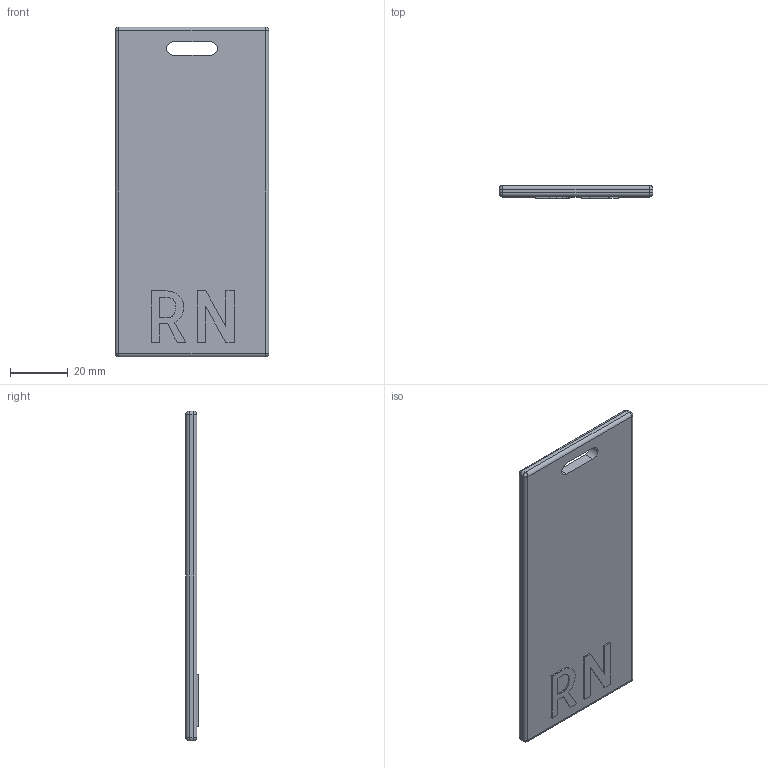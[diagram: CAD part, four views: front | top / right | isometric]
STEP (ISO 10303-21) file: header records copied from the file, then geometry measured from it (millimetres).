
FILE_DESCRIPTION(/* description */ ('STEP AP242','CAx-IF Rec.Pracs.---Representation and Presentation of Product Manufacturing Information (PMI)---4.0---2014-10-13','CAx-IF Rec.Pracs.---3D Tessellated Geometry---0.4---2014-09-14','2;1'),/* implementation_level */ '2;1');
FILE_NAME(/* name */ '6684d023e296a01bbe031713',/* time_stamp */ '2024-07-03T04:14:27Z',/* author */ (''),/* organization */ (''),/* preprocessor_version */ 'ST-DEVELOPER v20',/* originating_system */ ' ',/* authorisation */ ' ');
FILE_SCHEMA (('AP242_MANAGED_MODEL_BASED_3D_ENGINEERING_MIM_LF { 1 0 10303 442 1 1 4 }'));
Length unit declared in the file: metre
Products named in the file (4): Part 4; Part 3; Part 2; Part 1
Bounding box: 53.34 x 4.32 x 114.3 mm (x, y, z)
Volume: 22845.8 mm3; surface area: 14667.2 mm2
Topology: 4 solids, 4 shells, 112 faces, 296 edges, 184 vertices
Faces by surface type: plane 56, bspline 32, cylinder 16, sphere 8
Entity records: 3574 total; most frequent: CARTESIAN_POINT 940, ORIENTED_EDGE 576, DIRECTION 424, EDGE_CURVE 288, LINE 192, VECTOR 192, VERTEX_POINT 184, EDGE_LOOP 120
